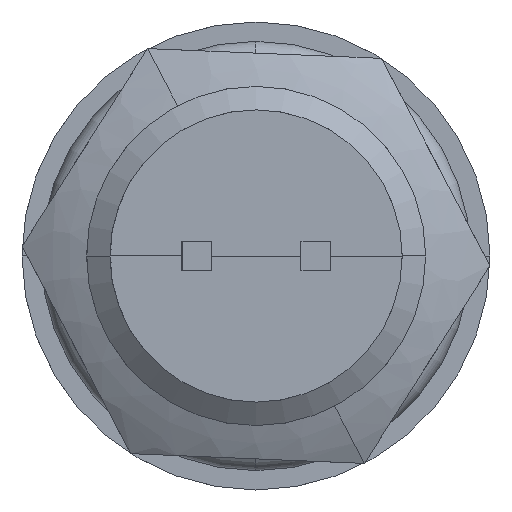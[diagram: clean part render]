
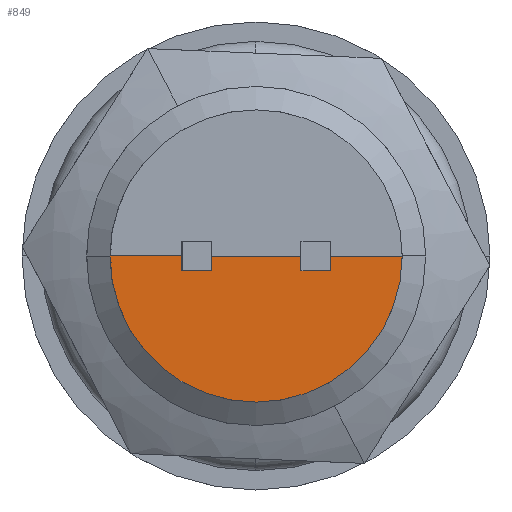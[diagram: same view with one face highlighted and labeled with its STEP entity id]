
A CAD part, front view. The second image highlights one B-rep face of the part: STEP entity #849.
In plain terms, the highlighted conical face has half-angle 89.988 degrees and reference radius 4.637e+06 mm.
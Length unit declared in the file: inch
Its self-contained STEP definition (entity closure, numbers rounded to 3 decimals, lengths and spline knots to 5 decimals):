
#10 = AXIS2_PLACEMENT_3D ( 'NONE', #1597, #518, #654 ) ;
#97 = FACE_OUTER_BOUND ( 'NONE', #984, .T. ) ;
#140 = CARTESIAN_POINT ( 'NONE',  ( -0.0876, 0.16631, 0. ) ) ;
#166 = VERTEX_POINT ( 'NONE', #140 ) ;
#180 = LINE ( 'NONE', #281, #871 ) ;
#196 = CARTESIAN_POINT ( 'NONE',  ( 0.01071, 0.16635, 0. ) ) ;
#281 = CARTESIAN_POINT ( 'NONE',  ( 0.01071, 0.16635, 0. ) ) ;
#328 = EDGE_CURVE ( 'NONE', #383, #166, #525, .T. ) ;
#383 = VERTEX_POINT ( 'NONE', #742 ) ;
#406 = LINE ( 'NONE', #964, #1127 ) ;
#485 = DIRECTION ( 'NONE',  ( 0., 1., 0. ) ) ;
#518 = DIRECTION ( 'NONE',  ( 0., -1., 0. ) ) ;
#525 = CIRCLE ( 'NONE', #1731, 0.09831 ) ;
#654 = DIRECTION ( 'NONE',  ( 1., 0., 0. ) ) ;
#742 = CARTESIAN_POINT ( 'NONE',  ( 0.10903, 0.16635, 0. ) ) ;
#758 = VERTEX_POINT ( 'NONE', #196 ) ;
#849 = ADVANCED_FACE ( 'NONE', ( #97 ), #1427, .F. ) ;
#871 = VECTOR ( 'NONE', #1247, 39.37008 ) ;
#964 = CARTESIAN_POINT ( 'NONE',  ( 0.01071, 0.16635, 0. ) ) ;
#984 = EDGE_LOOP ( 'NONE', ( #1269, #1210, #1616 ) ) ;
#1003 = EDGE_CURVE ( 'NONE', #758, #383, #406, .T. ) ;
#1127 = VECTOR ( 'NONE', #1501, 39.37008 ) ;
#1160 = DIRECTION ( 'NONE',  ( -1., 0., 0. ) ) ;
#1210 = ORIENTED_EDGE ( 'NONE', *, *, #1618, .T. ) ;
#1247 = DIRECTION ( 'NONE',  ( -1., 0., 0. ) ) ;
#1269 = ORIENTED_EDGE ( 'NONE', *, *, #1003, .F. ) ;
#1427 = CONICAL_SURFACE ( 'NONE', #10, 182541.70645, 1.571 ) ;
#1501 = DIRECTION ( 'NONE',  ( 1., 0., 0. ) ) ;
#1597 = CARTESIAN_POINT ( 'NONE',  ( 0.0192, -39.20373, 0. ) ) ;
#1616 = ORIENTED_EDGE ( 'NONE', *, *, #328, .F. ) ;
#1618 = EDGE_CURVE ( 'NONE', #758, #166, #180, .T. ) ;
#1647 = CARTESIAN_POINT ( 'NONE',  ( 0.01071, 0.16633, 0. ) ) ;
#1731 = AXIS2_PLACEMENT_3D ( 'NONE', #1647, #485, #1160 ) ;
